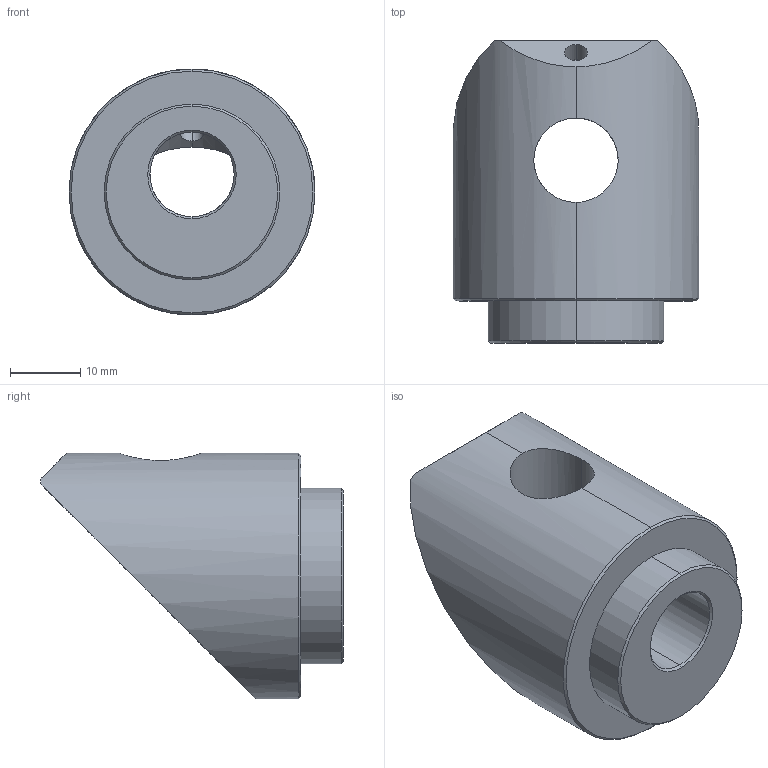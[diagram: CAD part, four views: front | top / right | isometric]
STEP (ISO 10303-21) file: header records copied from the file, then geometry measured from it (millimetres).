
FILE_DESCRIPTION (( 'STEP AP203' ), '1' );
FILE_NAME ('MAD25-45MH-20.STEP', '2022-07-14T08:50:51', ( '' ), ( '' ), 'SwSTEP 2.0', 'SolidWorks 2021', '' );
FILE_SCHEMA (( 'CONFIG_CONTROL_DESIGN' ));
Length unit declared in the file: millimetre
Products named in the file (1): MAD25-45MH-20
Bounding box: 35 x 43 x 35 mm (x, y, z)
Surface area: 6494.2 mm2 (no closed solid volume)
Topology: 0 solids, 7 shells, 48 faces, 375 edges, 334 vertices
Faces by surface type: plane 29, cylinder 13, cone 6
Entity records: 3666 total; most frequent: CARTESIAN_POINT 929, DIRECTION 482, ORIENTED_EDGE 464, EDGE_CURVE 375, VERTEX_POINT 334, VECTOR 332, LINE 332, AXIS2_PLACEMENT_3D 75
